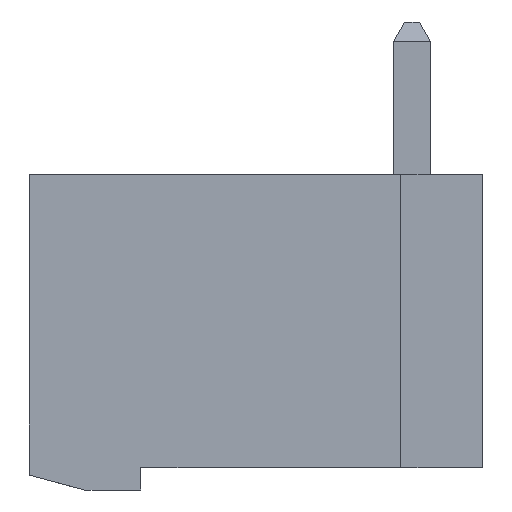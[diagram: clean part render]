
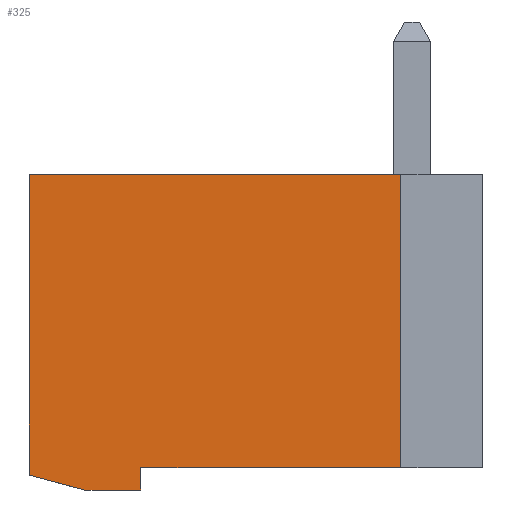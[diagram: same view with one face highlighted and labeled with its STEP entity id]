
A CAD part, front view. The second image highlights one B-rep face of the part: STEP entity #325.
In plain terms, the highlighted planar face has unit normal (0, -1, 0).
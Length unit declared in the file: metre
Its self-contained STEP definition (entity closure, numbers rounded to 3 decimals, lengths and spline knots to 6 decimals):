
#325=ADVANCED_FACE('',(#751),#752,.F.);
#751=FACE_OUTER_BOUND('',#1283,.T.);
#752=PLANE('',#1284);
#1283=EDGE_LOOP('',(#2176,#2177,#2178,#2179,#2180,#2181,#2182));
#1284=AXIS2_PLACEMENT_3D('',#2183,#2184,#2185);
#2176=ORIENTED_EDGE('',*,*,#3219,.T.);
#2177=ORIENTED_EDGE('',*,*,#3459,.T.);
#2178=ORIENTED_EDGE('',*,*,#3460,.T.);
#2179=ORIENTED_EDGE('',*,*,#3461,.T.);
#2180=ORIENTED_EDGE('',*,*,#3462,.T.);
#2181=ORIENTED_EDGE('',*,*,#3255,.T.);
#2182=ORIENTED_EDGE('',*,*,#3299,.T.);
#2183=CARTESIAN_POINT('',(-0.0066,-0.005,0.0198));
#2184=DIRECTION('',(0.0,1.0,0.));
#2185=DIRECTION('',(0.0,0.,-1.0));
#3219=EDGE_CURVE('',#3836,#3869,#3871,.T.);
#3255=EDGE_CURVE('',#3930,#3934,#3936,.T.);
#3299=EDGE_CURVE('',#3934,#3836,#4010,.T.);
#3459=EDGE_CURVE('',#3869,#4247,#4248,.T.);
#3460=EDGE_CURVE('',#4247,#4249,#4250,.T.);
#3461=EDGE_CURVE('',#4249,#4251,#4252,.T.);
#3462=EDGE_CURVE('',#4251,#3930,#4253,.T.);
#3836=VERTEX_POINT('',#4744);
#3869=VERTEX_POINT('',#4794);
#3871=LINE('',#4797,#4798);
#3930=VERTEX_POINT('',#4881);
#3934=VERTEX_POINT('',#4887);
#3936=LINE('',#4890,#4891);
#4010=LINE('',#5000,#5001);
#4247=VERTEX_POINT('',#5350);
#4248=LINE('',#5351,#5352);
#4249=VERTEX_POINT('',#5353);
#4250=LINE('',#5354,#5355);
#4251=VERTEX_POINT('',#5356);
#4252=LINE('',#5357,#5358);
#4253=LINE('',#5359,#5360);
#4744=CARTESIAN_POINT('',(-0.0066,-0.005,0.0205));
#4794=CARTESIAN_POINT('',(0.0004,-0.005,0.0205));
#4797=CARTESIAN_POINT('',(0.0002,-0.005,0.0205));
#4798=VECTOR('',#5992,1.0);
#4881=CARTESIAN_POINT('',(-0.008107,-0.005,0.0199));
#4887=CARTESIAN_POINT('',(-0.0066,-0.005,0.0199));
#4890=CARTESIAN_POINT('',(-0.0066,-0.005,0.0199));
#4891=VECTOR('',#6023,1.0);
#5000=CARTESIAN_POINT('',(-0.0066,-0.005,0.0203));
#5001=VECTOR('',#6059,1.0);
#5350=CARTESIAN_POINT('',(0.0004,-0.005,0.0284));
#5351=CARTESIAN_POINT('',(0.0004,-0.005,0.0284));
#5352=VECTOR('',#6184,1.0);
#5353=CARTESIAN_POINT('',(-0.0096,-0.005,0.0284));
#5354=CARTESIAN_POINT('',(-0.0096,-0.005,0.0284));
#5355=VECTOR('',#6185,1.0);
#5356=CARTESIAN_POINT('',(-0.0096,-0.005,0.0203));
#5357=CARTESIAN_POINT('',(-0.0096,-0.005,0.0202));
#5358=VECTOR('',#6186,1.0);
#5359=CARTESIAN_POINT('',(-0.008107,-0.005,0.0199));
#5360=VECTOR('',#6187,1.0);
#5992=DIRECTION('',(1.0,0.,0.));
#6023=DIRECTION('',(1.0,0.,0.));
#6059=DIRECTION('',(0.,0.,1.0));
#6184=DIRECTION('',(0.,0.,1.0));
#6185=DIRECTION('',(-1.0,0.,0.));
#6186=DIRECTION('',(0.,0.,-1.0));
#6187=DIRECTION('',(0.966,0.,-0.259));
